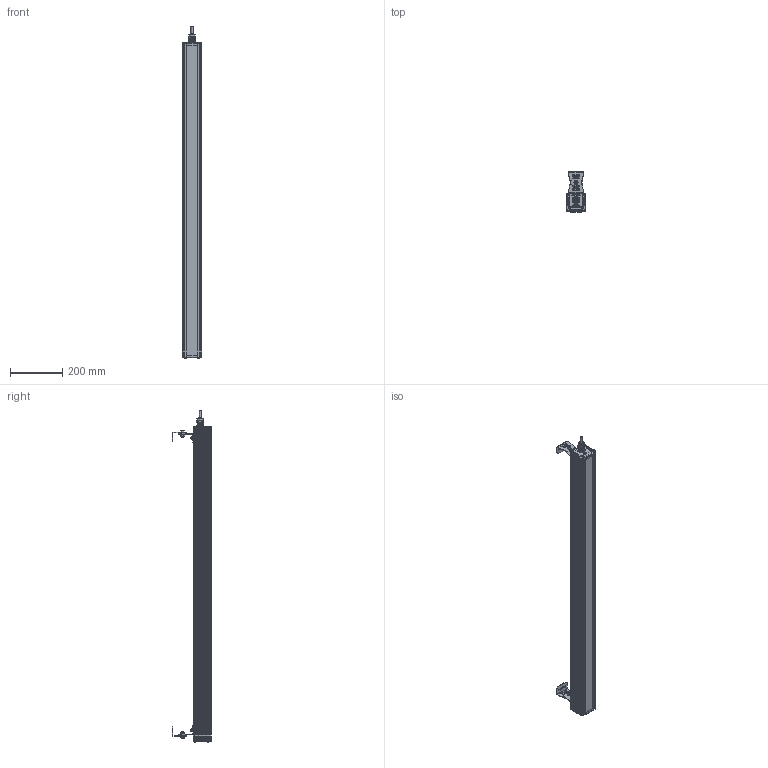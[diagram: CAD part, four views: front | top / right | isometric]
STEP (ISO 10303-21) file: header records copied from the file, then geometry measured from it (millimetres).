
FILE_DESCRIPTION(('STEP AP214'), '1');
FILE_NAME('001.0097.12.000 - ÃÑÏ-Ôàâîðèò-2Åõ-70', '', ('UNSPECIFIED'), ('UNSPECIFIED'), 'C3D Converter', 'C3D Toolkit', '');
FILE_SCHEMA(('AUTOMOTIVE_DESIGN { 1 0 10303 214 3 1 1}'));
Length unit declared in the file: millimetre
Products named in the file (33): 001.0097.12.000; 001.0065.01.000
Assembly tree (81 placements, depth 4):
  001.0097.12.000
    (unnamed)
      (unnamed)  x4
      (unnamed)  x4
      (unnamed)
      (unnamed)
      (unnamed)
      (unnamed)
      (unnamed)
      (unnamed)
      (unnamed)
      (unnamed)
        (unnamed)
      (unnamed)  x8
        (unnamed)
        (unnamed)
        (unnamed)
        (unnamed)
        (unnamed)
        (unnamed)
        (unnamed)
        (unnamed)
    001.0065.01.000
      (unnamed)
      (unnamed)  x2
      (unnamed)
      (unnamed)
      (unnamed)
      (unnamed)
      (unnamed)
      (unnamed)
      (unnamed)
    001.0065.01.000
      (unnamed)
      (unnamed)  x2
      (unnamed)
      (unnamed)
      (unnamed)
      (unnamed)
      (unnamed)
      (unnamed)
      (unnamed)
Bounding box: 75.13 x 152.11 x 1266.33 mm (x, y, z)
Volume: 1481785.6 mm3; surface area: 1471815.6 mm2
Topology: 301 solids, 301 shells, 3660 faces, 8964 edges, 5966 vertices
Faces by surface type: plane 2566, cylinder 871, cone 127, bspline 45, sphere 40, torus 11
Full cylindrical faces by diameter (mm): 1 x32, 1.522 x32, 3.2 x32, 3.5 x32, 4 x8, 4.5 x8, 6 x4, 6.375 x2, 7 x8, 8 x4, 8.5 x8, 12 x2, 12.5 x1, 13 x1, 13.333 x2, 16 x5, 17 x1, 18 x1, 18.5 x1, 19 x1, 20.5 x1, 21.5 x1, 22 x2, 25.5 x1
Entity records: 86115 total; most frequent: CARTESIAN_POINT 37767, DIRECTION 7208, ORIENTED_EDGE 5854, EDGE_CURVE 2927, AXIS2_PLACEMENT_3D 2755, COLOUR_RGB 2475, PRESENTATION_STYLE_ASSIGNMENT 2475, VERTEX_POINT 1979
